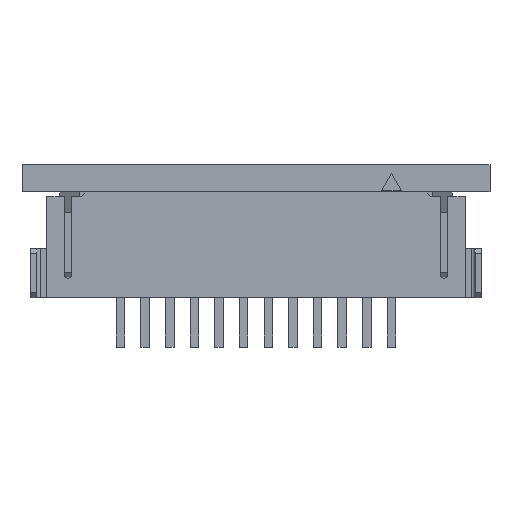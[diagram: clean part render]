
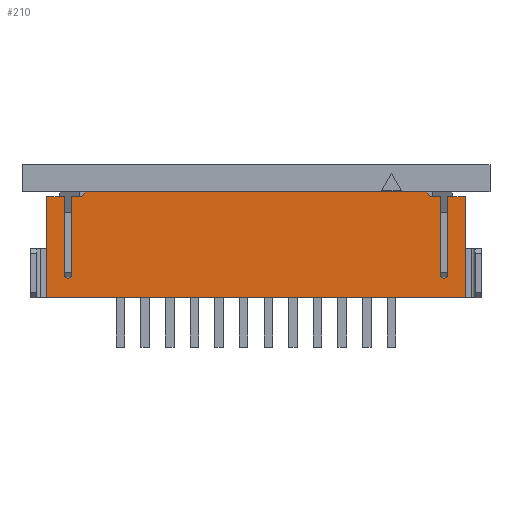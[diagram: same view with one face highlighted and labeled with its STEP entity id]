
A CAD part, front view. The second image highlights one B-rep face of the part: STEP entity #210.
In plain terms, the highlighted planar face has unit normal (0, -1, 0).
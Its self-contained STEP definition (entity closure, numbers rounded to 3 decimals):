
#210=ADVANCED_FACE('',(#814),#815,.T.);
#814=FACE_OUTER_BOUND('',#1793,.T.);
#815=PLANE('',#1794);
#1793=EDGE_LOOP('',(#3611,#3612,#3613,#3614,#3615,#3616,#3617,#3618,#3619,#3620,#3621,#3622,#3623,#3624,#3625,#3626));
#1794=AXIS2_PLACEMENT_3D('',#3627,#3628,#3629);
#3611=ORIENTED_EDGE('',*,*,#7217,.F.);
#3612=ORIENTED_EDGE('',*,*,#6747,.T.);
#3613=ORIENTED_EDGE('',*,*,#7218,.T.);
#3614=ORIENTED_EDGE('',*,*,#7219,.F.);
#3615=ORIENTED_EDGE('',*,*,#7151,.T.);
#3616=ORIENTED_EDGE('',*,*,#7212,.F.);
#3617=ORIENTED_EDGE('',*,*,#7220,.F.);
#3618=ORIENTED_EDGE('',*,*,#7127,.F.);
#3619=ORIENTED_EDGE('',*,*,#7159,.T.);
#3620=ORIENTED_EDGE('',*,*,#7221,.F.);
#3621=ORIENTED_EDGE('',*,*,#7058,.F.);
#3622=ORIENTED_EDGE('',*,*,#7222,.F.);
#3623=ORIENTED_EDGE('',*,*,#7223,.F.);
#3624=ORIENTED_EDGE('',*,*,#7224,.F.);
#3625=ORIENTED_EDGE('',*,*,#7225,.F.);
#3626=ORIENTED_EDGE('',*,*,#7226,.F.);
#3627=CARTESIAN_POINT('',(-8.5,0.0,4.3));
#3628=DIRECTION('',(0.0,-1.0,0.0));
#3629=DIRECTION('',(0.0,0.0,-1.0));
#6747=EDGE_CURVE('',#8184,#8182,#8185,.T.);
#7058=EDGE_CURVE('',#8729,#8732,#8733,.T.);
#7127=EDGE_CURVE('',#8858,#8860,#8861,.T.);
#7151=EDGE_CURVE('',#8903,#8901,#8904,.T.);
#7159=EDGE_CURVE('',#8858,#8917,#8919,.T.);
#7212=EDGE_CURVE('',#8999,#8901,#9001,.T.);
#7217=EDGE_CURVE('',#8184,#9008,#9009,.T.);
#7218=EDGE_CURVE('',#8182,#9010,#9011,.T.);
#7219=EDGE_CURVE('',#8903,#9010,#9012,.T.);
#7220=EDGE_CURVE('',#8860,#8999,#9013,.T.);
#7221=EDGE_CURVE('',#8732,#8917,#9014,.T.);
#7222=EDGE_CURVE('',#9015,#8729,#9016,.T.);
#7223=EDGE_CURVE('',#9017,#9015,#9018,.T.);
#7224=EDGE_CURVE('',#9019,#9017,#9020,.T.);
#7225=EDGE_CURVE('',#9021,#9019,#9022,.T.);
#7226=EDGE_CURVE('',#9008,#9021,#9023,.T.);
#8182=VERTEX_POINT('',#10463);
#8184=VERTEX_POINT('',#10466);
#8185=LINE('',#10467,#10468);
#8729=VERTEX_POINT('',#11301);
#8732=VERTEX_POINT('',#11305);
#8733=LINE('',#11306,#11307);
#8858=VERTEX_POINT('',#11496);
#8860=VERTEX_POINT('',#11499);
#8861=LINE('',#11500,#11501);
#8901=VERTEX_POINT('',#11562);
#8903=VERTEX_POINT('',#11565);
#8904=LINE('',#11566,#11567);
#8917=VERTEX_POINT('',#11586);
#8919=LINE('',#11589,#11590);
#8999=VERTEX_POINT('',#11715);
#9001=LINE('',#11718,#11719);
#9008=VERTEX_POINT('',#11730);
#9009=LINE('',#11731,#11732);
#9010=VERTEX_POINT('',#11733);
#9011=LINE('',#11734,#11735);
#9012=LINE('',#11736,#11737);
#9013=CIRCLE('',#11738,0.15);
#9014=LINE('',#11739,#11740);
#9015=VERTEX_POINT('',#11741);
#9016=LINE('',#11742,#11743);
#9017=VERTEX_POINT('',#11744);
#9018=LINE('',#11745,#11746);
#9019=VERTEX_POINT('',#11747);
#9020=LINE('',#11748,#11749);
#9021=VERTEX_POINT('',#11750);
#9022=CIRCLE('',#11751,0.15);
#9023=LINE('',#11752,#11753);
#10463=CARTESIAN_POINT('',(-8.5,0.0,0.0));
#10466=CARTESIAN_POINT('',(-8.5,0.0,4.1));
#10467=CARTESIAN_POINT('',(-8.5,0.0,4.1));
#10468=VECTOR('',#13955,4.1);
#11301=CARTESIAN_POINT('',(-6.925,0.0,4.3));
#11305=CARTESIAN_POINT('',(6.925,0.0,4.3));
#11306=CARTESIAN_POINT('',(-6.925,0.0,4.3));
#11307=VECTOR('',#14306,13.85);
#11496=CARTESIAN_POINT('',(7.475,0.0,4.1));
#11499=CARTESIAN_POINT('',(7.475,0.0,0.95));
#11500=CARTESIAN_POINT('',(7.475,0.0,4.1));
#11501=VECTOR('',#14381,3.15);
#11562=CARTESIAN_POINT('',(7.775,0.0,4.1));
#11565=CARTESIAN_POINT('',(8.5,0.0,4.1));
#11566=CARTESIAN_POINT('',(8.5,0.0,4.1));
#11567=VECTOR('',#14407,0.725);
#11586=CARTESIAN_POINT('',(7.075,0.0,4.1));
#11589=CARTESIAN_POINT('',(7.475,0.0,4.1));
#11590=VECTOR('',#14415,0.4);
#11715=CARTESIAN_POINT('',(7.775,0.0,0.95));
#11718=CARTESIAN_POINT('',(7.775,0.0,0.95));
#11719=VECTOR('',#14480,3.15);
#11730=CARTESIAN_POINT('',(-7.775,0.0,4.1));
#11731=CARTESIAN_POINT('',(-8.5,0.0,4.1));
#11732=VECTOR('',#14485,0.725);
#11733=CARTESIAN_POINT('',(8.5,0.0,0.0));
#11734=CARTESIAN_POINT('',(-8.5,0.0,0.0));
#11735=VECTOR('',#14486,17.0);
#11736=CARTESIAN_POINT('',(8.5,0.0,4.1));
#11737=VECTOR('',#14487,4.1);
#11738=AXIS2_PLACEMENT_3D('',#14488,#14489,#14490);
#11739=CARTESIAN_POINT('',(6.925,0.0,4.3));
#11740=VECTOR('',#14491,0.25);
#11741=CARTESIAN_POINT('',(-7.075,0.0,4.1));
#11742=CARTESIAN_POINT('',(-7.075,0.0,4.1));
#11743=VECTOR('',#14492,0.25);
#11744=CARTESIAN_POINT('',(-7.475,0.0,4.1));
#11745=CARTESIAN_POINT('',(-7.475,0.0,4.1));
#11746=VECTOR('',#14493,0.4);
#11747=CARTESIAN_POINT('',(-7.475,0.0,0.95));
#11748=CARTESIAN_POINT('',(-7.475,0.0,0.95));
#11749=VECTOR('',#14494,3.15);
#11750=CARTESIAN_POINT('',(-7.775,0.0,0.95));
#11751=AXIS2_PLACEMENT_3D('',#14495,#14496,#14497);
#11752=CARTESIAN_POINT('',(-7.775,0.0,4.1));
#11753=VECTOR('',#14498,3.15);
#13955=DIRECTION('',(0.0,0.0,-1.0));
#14306=DIRECTION('',(1.0,0.0,0.0));
#14381=DIRECTION('',(0.0,0.0,-1.0));
#14407=DIRECTION('',(-1.0,0.0,0.0));
#14415=DIRECTION('',(-1.0,0.0,0.0));
#14480=DIRECTION('',(0.0,0.0,1.0));
#14485=DIRECTION('',(1.0,0.0,0.0));
#14486=DIRECTION('',(1.0,0.0,0.0));
#14487=DIRECTION('',(0.0,0.0,-1.0));
#14488=CARTESIAN_POINT('',(7.625,0.0,0.95));
#14489=DIRECTION('',(0.0,-1.0,0.0));
#14490=DIRECTION('',(-1.0,0.0,0.));
#14491=DIRECTION('',(0.6,0.0,-0.8));
#14492=DIRECTION('',(0.6,0.0,0.8));
#14493=DIRECTION('',(1.0,0.0,0.0));
#14494=DIRECTION('',(0.0,0.0,1.0));
#14495=CARTESIAN_POINT('',(-7.625,0.0,0.95));
#14496=DIRECTION('',(0.0,-1.0,0.0));
#14497=DIRECTION('',(-1.0,0.0,0.0));
#14498=DIRECTION('',(0.0,0.0,-1.0));
